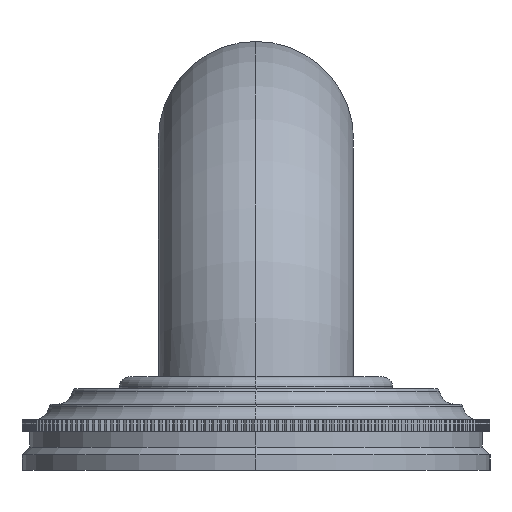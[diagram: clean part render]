
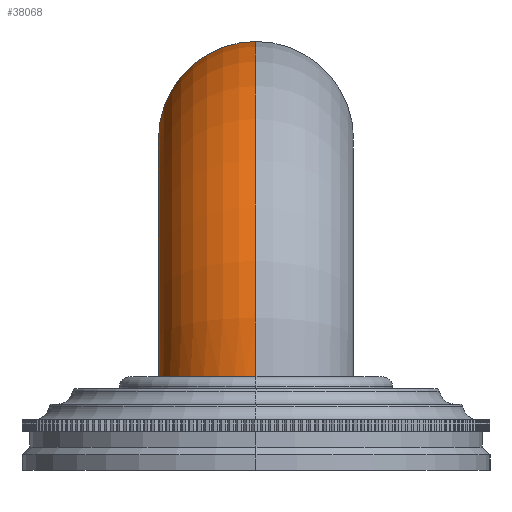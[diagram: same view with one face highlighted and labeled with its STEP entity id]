
A CAD part, left-side view. The second image highlights one B-rep face of the part: STEP entity #38068.
In plain terms, the highlighted toroidal (fillet/blend) face has major radius 41.275 mm and minor radius 15.875 mm.
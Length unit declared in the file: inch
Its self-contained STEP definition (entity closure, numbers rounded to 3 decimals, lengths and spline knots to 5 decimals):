
#7299=CARTESIAN_POINT('',(-19.375,0.,0.5));
#7300=DIRECTION('',(0.,1.,0.));
#7301=DIRECTION('',(-0.995,0.,0.1));
#7302=AXIS2_PLACEMENT_3D('',#7299,#7300,#7301);
#7304=CARTESIAN_POINT('',(-19.375,0.,2.125));
#7305=DIRECTION('',(1.,0.,0.));
#7306=DIRECTION('',(0.,0.,-1.));
#7307=AXIS2_PLACEMENT_3D('',#7304,#7305,#7306);
#7309=CARTESIAN_POINT('',(-19.375,0.,2.125));
#7310=DIRECTION('',(1.,0.,0.));
#7311=DIRECTION('',(0.,1.,0.));
#7312=AXIS2_PLACEMENT_3D('',#7309,#7310,#7311);
#7314=CARTESIAN_POINT('',(-20.36999,0.,0.6));
#7315=CARTESIAN_POINT('',(-20.36999,0.01519,0.6));
#7316=CARTESIAN_POINT('',(-20.3711,0.04548,0.6));
#7317=CARTESIAN_POINT('',(-20.37609,0.09079,0.6));
#7318=CARTESIAN_POINT('',(-20.38437,0.13556,0.6));
#7319=CARTESIAN_POINT('',(-20.39593,0.17969,0.6));
#7320=CARTESIAN_POINT('',(-20.41066,0.22282,0.6));
#7321=CARTESIAN_POINT('',(-20.42855,0.26487,0.6));
#7322=CARTESIAN_POINT('',(-20.44944,0.30543,0.6));
#7323=CARTESIAN_POINT('',(-20.4733,0.34449,0.6));
#7324=CARTESIAN_POINT('',(-20.49991,0.38164,0.6));
#7325=CARTESIAN_POINT('',(-20.52925,0.41685,0.6));
#7326=CARTESIAN_POINT('',(-20.56103,0.44978,0.6));
#7327=CARTESIAN_POINT('',(-20.5952,0.48037,0.6));
#7328=CARTESIAN_POINT('',(-20.63148,0.50836,0.6));
#7329=CARTESIAN_POINT('',(-20.66974,0.53365,0.6));
#7330=CARTESIAN_POINT('',(-20.70975,0.55609,0.6));
#7331=CARTESIAN_POINT('',(-20.75127,0.57554,0.6));
#7332=CARTESIAN_POINT('',(-20.79415,0.59193,0.6));
#7333=CARTESIAN_POINT('',(-20.83804,0.60513,0.6));
#7334=CARTESIAN_POINT('',(-20.88285,0.61511,0.6));
#7335=CARTESIAN_POINT('',(-20.92816,0.62178,0.6));
#7336=CARTESIAN_POINT('',(-20.97394,0.62514,0.6));
#7337=CARTESIAN_POINT('',(-21.01972,0.62514,0.6));
#7338=CARTESIAN_POINT('',(-21.06547,0.6218,0.6));
#7339=CARTESIAN_POINT('',(-21.11075,0.61515,0.6));
#7340=CARTESIAN_POINT('',(-21.1555,0.6052,0.6));
#7341=CARTESIAN_POINT('',(-21.19931,0.59203,0.6));
#7342=CARTESIAN_POINT('',(-21.2421,0.57568,0.6));
#7343=CARTESIAN_POINT('',(-21.28353,0.55627,0.6));
#7344=CARTESIAN_POINT('',(-21.32344,0.53389,0.6));
#7345=CARTESIAN_POINT('',(-21.36161,0.50866,0.6));
#7346=CARTESIAN_POINT('',(-21.3978,0.48073,0.6));
#7347=CARTESIAN_POINT('',(-21.43189,0.45021,0.6));
#7348=CARTESIAN_POINT('',(-21.4636,0.41734,0.6));
#7349=CARTESIAN_POINT('',(-21.49288,0.38218,0.6));
#7350=CARTESIAN_POINT('',(-21.51945,0.34506,0.6));
#7351=CARTESIAN_POINT('',(-21.54329,0.30602,0.6));
#7352=CARTESIAN_POINT('',(-21.56417,0.26544,0.6));
#7353=CARTESIAN_POINT('',(-21.58206,0.22335,0.6));
#7354=CARTESIAN_POINT('',(-21.5968,0.18016,0.6));
#7355=CARTESIAN_POINT('',(-21.60837,0.13593,0.6));
#7356=CARTESIAN_POINT('',(-21.61666,0.09105,0.6));
#7357=CARTESIAN_POINT('',(-21.62167,0.04561,0.6));
#7358=CARTESIAN_POINT('',(-21.62278,0.01524,0.6));
#7359=CARTESIAN_POINT('',(-21.62278,0.,0.6));
#14460=CARTESIAN_POINT('',(-19.375,0.,0.5));
#14461=DIRECTION('',(0.,1.,0.));
#14462=DIRECTION('',(-0.999,0.,0.044));
#14463=AXIS2_PLACEMENT_3D('',#14460,#14461,#14462);
#28398=CARTESIAN_POINT('',(-19.375,0.,1.5));
#28399=CARTESIAN_POINT('',(-19.375,0.625,2.125));
#28400=VERTEX_POINT('',#28398);
#28401=VERTEX_POINT('',#28399);
#28402=CARTESIAN_POINT('',(-19.375,0.,2.75));
#28404=VERTEX_POINT('',#28402);
#28416=VERTEX_POINT('',#7314);
#28417=VERTEX_POINT('',#7359);
#38053=CARTESIAN_POINT('',(-19.375,0.,0.5));
#38054=DIRECTION('',(0.,1.,0.));
#38055=DIRECTION('',(1.,0.,0.));
#38056=AXIS2_PLACEMENT_3D('',#38053,#38054,#38055);
#38057=TOROIDAL_SURFACE('',#38056,1.625,0.625);
#38059=ORIENTED_EDGE('',*,*,#38058,.F.);
#38061=ORIENTED_EDGE('',*,*,#38060,.T.);
#38062=ORIENTED_EDGE('',*,*,#38045,.T.);
#38063=ORIENTED_EDGE('',*,*,#38043,.T.);
#38065=ORIENTED_EDGE('',*,*,#38064,.F.);
#38066=EDGE_LOOP('',(#38059,#38061,#38062,#38063,#38065));
#38067=FACE_OUTER_BOUND('',#38066,.F.);
#38068=ADVANCED_FACE('',(#38067),#38057,.T.);
#7303=CIRCLE('',#7302,1.);
#7308=CIRCLE('',#7307,0.625);
#7313=CIRCLE('',#7312,0.625);
#7360=B_SPLINE_CURVE_WITH_KNOTS('',3,(#7314,#7315,#7316,#7317,#7318,#7319,#7320,
#7321,#7322,#7323,#7324,#7325,#7326,#7327,#7328,#7329,#7330,#7331,#7332,#7333,
#7334,#7335,#7336,#7337,#7338,#7339,#7340,#7341,#7342,#7343,#7344,#7345,#7346,
#7347,#7348,#7349,#7350,#7351,#7352,#7353,#7354,#7355,#7356,#7357,#7358,#7359),
.UNSPECIFIED.,.F.,.F.,(4,1,1,1,1,1,1,1,1,1,1,1,1,1,1,1,1,1,1,1,1,1,1,1,1,1,1,1,
1,1,1,1,1,1,1,1,1,1,1,1,1,1,1,4),(0.,0.02326,0.04651,
0.06977,0.09302,0.11628,0.13953,
0.16279,0.18605,0.2093,0.23256,
0.25581,0.27907,0.30233,0.32558,
0.34884,0.37209,0.39535,0.4186,
0.44186,0.46512,0.48837,0.51163,
0.53488,0.55814,0.5814,0.60465,
0.62791,0.65116,0.67442,0.69767,
0.72093,0.74419,0.76744,0.7907,
0.81395,0.83721,0.86047,0.88372,
0.90698,0.93023,0.95349,0.97674,1.),
.UNSPECIFIED.);
#14464=CIRCLE('',#14463,2.25);
#38043=EDGE_CURVE('',#28401,#28404,#7313,.T.);
#38045=EDGE_CURVE('',#28400,#28401,#7308,.T.);
#38058=EDGE_CURVE('',#28416,#28417,#7360,.T.);
#38060=EDGE_CURVE('',#28416,#28400,#7303,.T.);
#38064=EDGE_CURVE('',#28417,#28404,#14464,.T.);
